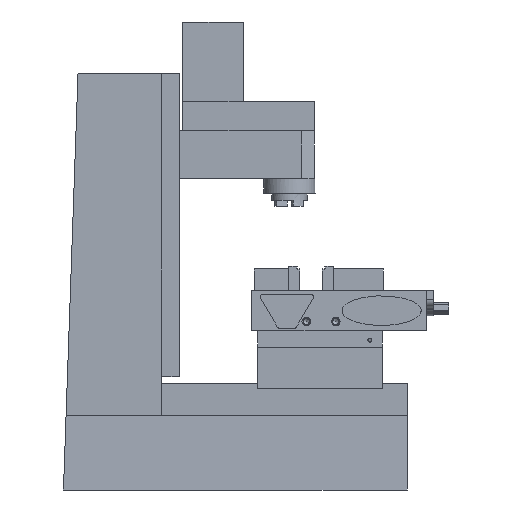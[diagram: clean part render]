
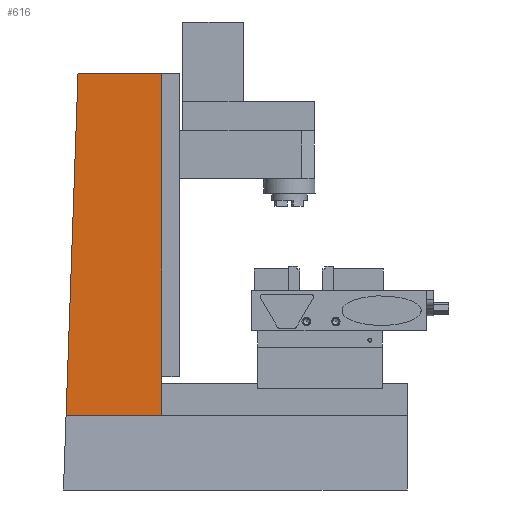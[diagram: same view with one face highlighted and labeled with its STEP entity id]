
A CAD part, left-side view. The second image highlights one B-rep face of the part: STEP entity #616.
In plain terms, the highlighted free-form (B-spline) face has degree [1, 1] with [2, 2] control points.
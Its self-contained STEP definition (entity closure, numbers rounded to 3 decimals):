
#431 = VERTEX_POINT('',#432);
#432 = CARTESIAN_POINT('',(26.72,1171.257,
    -314.694));
#447 = VERTEX_POINT('',#448);
#448 = CARTESIAN_POINT('',(26.72,1171.257,
    39.89));
#453 = EDGE_CURVE('',#431,#447,#454,.T.);
#454 = B_SPLINE_CURVE_WITH_KNOTS('',1,(#455,#456),.UNSPECIFIED.,.F.,.F.,
  (2,2),(0.,397.833),.PIECEWISE_BEZIER_KNOTS.);
#455 = CARTESIAN_POINT('',(26.72,1171.257,
    -314.694));
#456 = CARTESIAN_POINT('',(26.72,1171.257,
    39.89));
#476 = VERTEX_POINT('',#477);
#477 = CARTESIAN_POINT('',(26.72,1267.137,
    39.89));
#482 = EDGE_CURVE('',#476,#447,#483,.T.);
#483 = B_SPLINE_CURVE_WITH_KNOTS('',1,(#484,#485),.UNSPECIFIED.,.F.,.F.,
  (2,2),(-55.277,52.298),.PIECEWISE_BEZIER_KNOTS.);
#484 = CARTESIAN_POINT('',(26.72,1267.137,
    39.89));
#485 = CARTESIAN_POINT('',(26.72,1171.257,
    39.89));
#601 = VERTEX_POINT('',#602);
#602 = CARTESIAN_POINT('',(26.72,1280.816,
    -351.842));
#607 = EDGE_CURVE('',#476,#601,#608,.T.);
#608 = B_SPLINE_CURVE_WITH_KNOTS('',1,(#609,#610),.UNSPECIFIED.,.F.,.F.,
  (2,2),(-50.831,388.949),.PIECEWISE_BEZIER_KNOTS.);
#609 = CARTESIAN_POINT('',(26.72,1267.137,
    39.89));
#610 = CARTESIAN_POINT('',(26.72,1280.816,
    -351.842));
#616 = ADVANCED_FACE('',(#617),#634,.T.);
#617 = FACE_BOUND('',#618,.T.);
#618 = EDGE_LOOP('',(#619,#620,#621,#622,#629));
#619 = ORIENTED_EDGE('',*,*,#453,.T.);
#620 = ORIENTED_EDGE('',*,*,#482,.F.);
#621 = ORIENTED_EDGE('',*,*,#607,.T.);
#622 = ORIENTED_EDGE('',*,*,#623,.T.);
#623 = EDGE_CURVE('',#601,#624,#626,.T.);
#624 = VERTEX_POINT('',#625);
#625 = CARTESIAN_POINT('',(26.72,1171.257,
    -351.842));
#626 = B_SPLINE_CURVE_WITH_KNOTS('',1,(#627,#628),.UNSPECIFIED.,.F.,.F.,
  (2,2),(0.,122.922),.PIECEWISE_BEZIER_KNOTS.);
#627 = CARTESIAN_POINT('',(26.72,1280.816,
    -351.842));
#628 = CARTESIAN_POINT('',(26.72,1171.257,
    -351.842));
#629 = ORIENTED_EDGE('',*,*,#630,.F.);
#630 = EDGE_CURVE('',#431,#624,#631,.T.);
#631 = B_SPLINE_CURVE_WITH_KNOTS('',1,(#632,#633),.UNSPECIFIED.,.F.,.F.,
  (2,2),(0.,41.68),.PIECEWISE_BEZIER_KNOTS.);
#632 = CARTESIAN_POINT('',(26.72,1171.257,
    -314.694));
#633 = CARTESIAN_POINT('',(26.72,1171.257,
    -351.842));
#634 = B_SPLINE_SURFACE_WITH_KNOTS('',1,1,(
    (#635,#636)
    ,(#637,#638
    )),.UNSPECIFIED.,.F.,.F.,.F.,(2,2),(2,2),(-385.76,
    53.752),(4.753,127.675),
  .PIECEWISE_BEZIER_KNOTS.);
#635 = CARTESIAN_POINT('',(26.72,1171.257,
    -351.842));
#636 = CARTESIAN_POINT('',(26.72,1280.816,
    -351.842));
#637 = CARTESIAN_POINT('',(26.72,1171.257,
    39.89));
#638 = CARTESIAN_POINT('',(26.72,1280.816,
    39.89));
